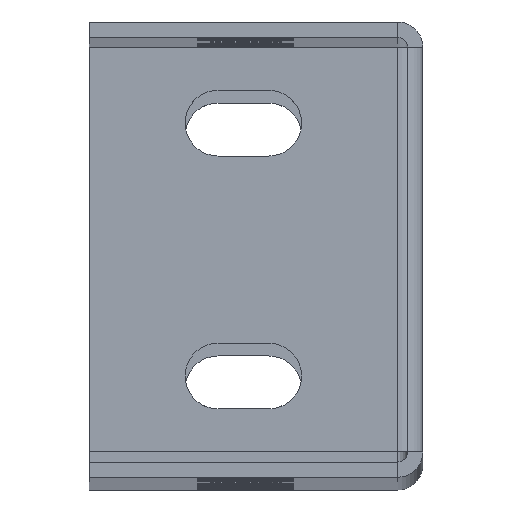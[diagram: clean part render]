
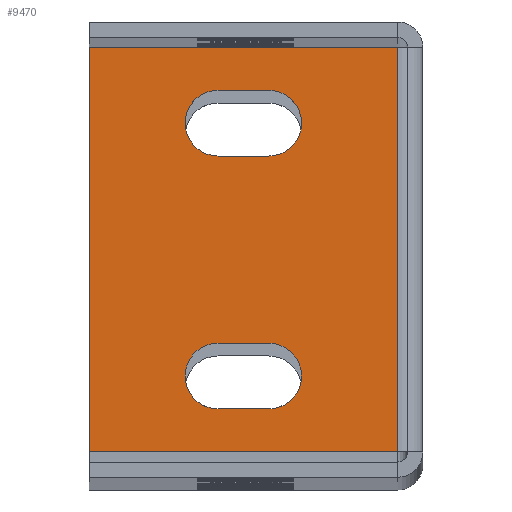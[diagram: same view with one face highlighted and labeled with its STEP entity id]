
A CAD part, top view. The second image highlights one B-rep face of the part: STEP entity #9470.
In plain terms, the highlighted planar face has unit normal (0, 0, 1).
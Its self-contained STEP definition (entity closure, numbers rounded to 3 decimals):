
#29 = DIRECTION ( 'NONE',  ( -1., 0., 0. ) ) ;
#44 = DIRECTION ( 'NONE',  ( 0., 0., -1. ) ) ;
#258 = CIRCLE ( 'NONE', #10142, 3.25 ) ;
#291 = ORIENTED_EDGE ( 'NONE', *, *, #10079, .T. ) ;
#973 = CIRCLE ( 'NONE', #1916, 3.25 ) ;
#1066 = CARTESIAN_POINT ( 'NONE',  ( -15.25, -38.25, 723.5 ) ) ;
#1076 = DIRECTION ( 'NONE',  ( -1., 0., 0. ) ) ;
#1482 = CARTESIAN_POINT ( 'NONE',  ( -20.25, -6.75, 723.5 ) ) ;
#1494 = VERTEX_POINT ( 'NONE', #12928 ) ;
#1541 = CARTESIAN_POINT ( 'NONE',  ( 0., -38.25, 723.5 ) ) ;
#1665 = CARTESIAN_POINT ( 'NONE',  ( -20.25, -10., 723.5 ) ) ;
#1695 = ORIENTED_EDGE ( 'NONE', *, *, #10263, .T. ) ;
#1916 = AXIS2_PLACEMENT_3D ( 'NONE', #1665, #6175, #3955 ) ;
#1920 = ORIENTED_EDGE ( 'NONE', *, *, #8013, .T. ) ;
#1971 = DIRECTION ( 'NONE',  ( -1., 0., 0. ) ) ;
#1988 = CARTESIAN_POINT ( 'NONE',  ( 0., -13.25, 723.5 ) ) ;
#2041 = LINE ( 'NONE', #2951, #6297 ) ;
#2187 = DIRECTION ( 'NONE',  ( 1., 0., 0. ) ) ;
#2271 = CARTESIAN_POINT ( 'NONE',  ( -33., -42.5, 723.5 ) ) ;
#2589 = VECTOR ( 'NONE', #11826, 1000. ) ;
#2720 = DIRECTION ( 'NONE',  ( 0., 0., -1. ) ) ;
#2951 = CARTESIAN_POINT ( 'NONE',  ( -2.5, -42.5, 723.5 ) ) ;
#3315 = CIRCLE ( 'NONE', #3793, 3.25 ) ;
#3364 = CARTESIAN_POINT ( 'NONE',  ( 0., 0., 723.5 ) ) ;
#3442 = LINE ( 'NONE', #5516, #10387 ) ;
#3559 = CIRCLE ( 'NONE', #6386, 3.25 ) ;
#3753 = AXIS2_PLACEMENT_3D ( 'NONE', #9643, #2720, #7294 ) ;
#3793 = AXIS2_PLACEMENT_3D ( 'NONE', #7441, #14161, #5359 ) ;
#3914 = DIRECTION ( 'NONE',  ( 1., 0., 0. ) ) ;
#3955 = DIRECTION ( 'NONE',  ( -1., 0., 0. ) ) ;
#3981 = ORIENTED_EDGE ( 'NONE', *, *, #7486, .T. ) ;
#4133 = LINE ( 'NONE', #9587, #10490 ) ;
#4390 = CARTESIAN_POINT ( 'NONE',  ( -23.5, -10., 723.5 ) ) ;
#4465 = CIRCLE ( 'NONE', #3753, 3.25 ) ;
#4660 = ORIENTED_EDGE ( 'NONE', *, *, #10001, .T. ) ;
#4670 = LINE ( 'NONE', #8359, #10986 ) ;
#4796 = LINE ( 'NONE', #1541, #11557 ) ;
#4843 = ORIENTED_EDGE ( 'NONE', *, *, #14386, .T. ) ;
#4860 = DIRECTION ( 'NONE',  ( 0., 0., -1. ) ) ;
#5187 = VECTOR ( 'NONE', #13681, 1000. ) ;
#5191 = CARTESIAN_POINT ( 'NONE',  ( 0., -2.5, 723.5 ) ) ;
#5359 = DIRECTION ( 'NONE',  ( -1., 0., 0. ) ) ;
#5516 = CARTESIAN_POINT ( 'NONE',  ( 0., -6.75, 723.5 ) ) ;
#5562 = ORIENTED_EDGE ( 'NONE', *, *, #12540, .F. ) ;
#5651 = EDGE_CURVE ( 'NONE', #11661, #12367, #7808, .T. ) ;
#6175 = DIRECTION ( 'NONE',  ( 0., 0., -1. ) ) ;
#6297 = VECTOR ( 'NONE', #14241, 1000. ) ;
#6386 = AXIS2_PLACEMENT_3D ( 'NONE', #11917, #8759, #1971 ) ;
#6542 = EDGE_LOOP ( 'NONE', ( #1920, #4660, #11580, #10747, #4843 ) ) ;
#6896 = VERTEX_POINT ( 'NONE', #13548 ) ;
#7095 = AXIS2_PLACEMENT_3D ( 'NONE', #3364, #11310, #29 ) ;
#7294 = DIRECTION ( 'NONE',  ( -1., 0., 0. ) ) ;
#7305 = CARTESIAN_POINT ( 'NONE',  ( -20.25, -13.25, 723.5 ) ) ;
#7441 = CARTESIAN_POINT ( 'NONE',  ( -20.25, -35., 723.5 ) ) ;
#7486 = EDGE_CURVE ( 'NONE', #10924, #9334, #4670, .T. ) ;
#7693 = CARTESIAN_POINT ( 'NONE',  ( -2.5, -42.5, 723.5 ) ) ;
#7717 = EDGE_LOOP ( 'NONE', ( #1695, #13862, #8817, #291, #9898 ) ) ;
#7805 = VERTEX_POINT ( 'NONE', #12238 ) ;
#7808 = LINE ( 'NONE', #1988, #11775 ) ;
#8013 = EDGE_CURVE ( 'NONE', #8695, #7805, #4133, .T. ) ;
#8359 = CARTESIAN_POINT ( 'NONE',  ( -33., 0., 723.5 ) ) ;
#8388 = CARTESIAN_POINT ( 'NONE',  ( -20.25, -38.25, 723.5 ) ) ;
#8596 = LINE ( 'NONE', #5191, #2589 ) ;
#8673 = CARTESIAN_POINT ( 'NONE',  ( -15.25, -13.25, 723.5 ) ) ;
#8695 = VERTEX_POINT ( 'NONE', #13824 ) ;
#8759 = DIRECTION ( 'NONE',  ( 0., 0., -1. ) ) ;
#8817 = ORIENTED_EDGE ( 'NONE', *, *, #5651, .T. ) ;
#8844 = DIRECTION ( 'NONE',  ( -1., 0., 0. ) ) ;
#9153 = EDGE_LOOP ( 'NONE', ( #5562, #14047, #3981, #12843 ) ) ;
#9166 = VERTEX_POINT ( 'NONE', #1482 ) ;
#9264 = VERTEX_POINT ( 'NONE', #11794 ) ;
#9289 = DIRECTION ( 'NONE',  ( -1., 0., 0. ) ) ;
#9311 = DIRECTION ( 'NONE',  ( 0., -1., 0. ) ) ;
#9334 = VERTEX_POINT ( 'NONE', #2271 ) ;
#9470 = ADVANCED_FACE ( 'NONE', ( #10134, #12352, #10215 ), #12278, .F. ) ;
#9486 = VERTEX_POINT ( 'NONE', #4390 ) ;
#9587 = CARTESIAN_POINT ( 'NONE',  ( 0., -31.75, 723.5 ) ) ;
#9643 = CARTESIAN_POINT ( 'NONE',  ( -20.25, -35., 723.5 ) ) ;
#9898 = ORIENTED_EDGE ( 'NONE', *, *, #10527, .T. ) ;
#9990 = EDGE_CURVE ( 'NONE', #13116, #12766, #4796, .T. ) ;
#10001 = EDGE_CURVE ( 'NONE', #7805, #13116, #258, .T. ) ;
#10067 = EDGE_CURVE ( 'NONE', #12766, #9264, #3315, .T. ) ;
#10079 = EDGE_CURVE ( 'NONE', #12367, #9486, #3559, .T. ) ;
#10134 = FACE_BOUND ( 'NONE', #6542, .T. ) ;
#10142 = AXIS2_PLACEMENT_3D ( 'NONE', #10530, #4860, #13795 ) ;
#10215 = FACE_OUTER_BOUND ( 'NONE', #9153, .T. ) ;
#10263 = EDGE_CURVE ( 'NONE', #9166, #1494, #3442, .T. ) ;
#10387 = VECTOR ( 'NONE', #2187, 1000. ) ;
#10490 = VECTOR ( 'NONE', #3914, 1000. ) ;
#10527 = EDGE_CURVE ( 'NONE', #9486, #9166, #973, .T. ) ;
#10529 = VERTEX_POINT ( 'NONE', #7693 ) ;
#10530 = CARTESIAN_POINT ( 'NONE',  ( -15.25, -35., 723.5 ) ) ;
#10747 = ORIENTED_EDGE ( 'NONE', *, *, #10067, .T. ) ;
#10924 = VERTEX_POINT ( 'NONE', #12017 ) ;
#10986 = VECTOR ( 'NONE', #9311, 1000. ) ;
#11310 = DIRECTION ( 'NONE',  ( 0., 0., -1. ) ) ;
#11394 = CARTESIAN_POINT ( 'NONE',  ( 0., -42.5, 723.5 ) ) ;
#11437 = EDGE_CURVE ( 'NONE', #1494, #11661, #14439, .T. ) ;
#11557 = VECTOR ( 'NONE', #9289, 1000. ) ;
#11580 = ORIENTED_EDGE ( 'NONE', *, *, #9990, .T. ) ;
#11661 = VERTEX_POINT ( 'NONE', #8673 ) ;
#11775 = VECTOR ( 'NONE', #8844, 1000. ) ;
#11794 = CARTESIAN_POINT ( 'NONE',  ( -23.5, -35., 723.5 ) ) ;
#11826 = DIRECTION ( 'NONE',  ( -1., 0., 0. ) ) ;
#11917 = CARTESIAN_POINT ( 'NONE',  ( -20.25, -10., 723.5 ) ) ;
#11959 = EDGE_CURVE ( 'NONE', #9334, #10529, #13833, .T. ) ;
#12017 = CARTESIAN_POINT ( 'NONE',  ( -33., -2.5, 723.5 ) ) ;
#12064 = EDGE_CURVE ( 'NONE', #6896, #10924, #8596, .T. ) ;
#12238 = CARTESIAN_POINT ( 'NONE',  ( -15.25, -31.75, 723.5 ) ) ;
#12278 = PLANE ( 'NONE',  #7095 ) ;
#12352 = FACE_BOUND ( 'NONE', #7717, .T. ) ;
#12367 = VERTEX_POINT ( 'NONE', #7305 ) ;
#12540 = EDGE_CURVE ( 'NONE', #6896, #10529, #2041, .T. ) ;
#12766 = VERTEX_POINT ( 'NONE', #8388 ) ;
#12843 = ORIENTED_EDGE ( 'NONE', *, *, #11959, .T. ) ;
#12928 = CARTESIAN_POINT ( 'NONE',  ( -15.25, -6.75, 723.5 ) ) ;
#13116 = VERTEX_POINT ( 'NONE', #1066 ) ;
#13328 = CARTESIAN_POINT ( 'NONE',  ( -15.25, -10., 723.5 ) ) ;
#13492 = AXIS2_PLACEMENT_3D ( 'NONE', #13328, #44, #1076 ) ;
#13548 = CARTESIAN_POINT ( 'NONE',  ( -2.5, -2.5, 723.5 ) ) ;
#13681 = DIRECTION ( 'NONE',  ( 1., 0., 0. ) ) ;
#13795 = DIRECTION ( 'NONE',  ( -1., 0., 0. ) ) ;
#13824 = CARTESIAN_POINT ( 'NONE',  ( -20.25, -31.75, 723.5 ) ) ;
#13833 = LINE ( 'NONE', #11394, #5187 ) ;
#13862 = ORIENTED_EDGE ( 'NONE', *, *, #11437, .T. ) ;
#14047 = ORIENTED_EDGE ( 'NONE', *, *, #12064, .T. ) ;
#14161 = DIRECTION ( 'NONE',  ( 0., 0., -1. ) ) ;
#14241 = DIRECTION ( 'NONE',  ( 0., -1., 0. ) ) ;
#14386 = EDGE_CURVE ( 'NONE', #9264, #8695, #4465, .T. ) ;
#14439 = CIRCLE ( 'NONE', #13492, 3.25 ) ;
